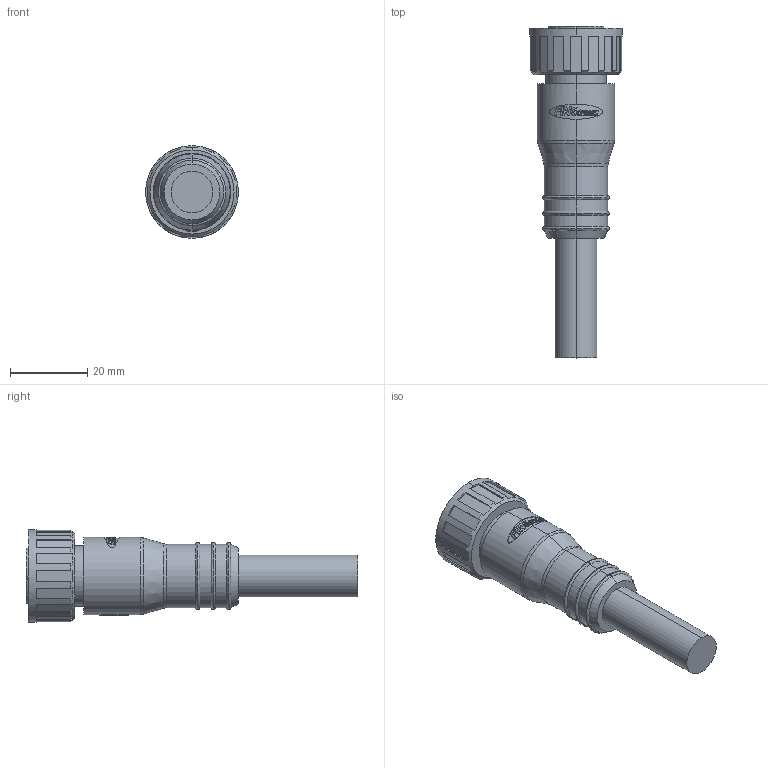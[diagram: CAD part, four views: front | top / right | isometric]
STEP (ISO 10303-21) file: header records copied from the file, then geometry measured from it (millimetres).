
FILE_DESCRIPTION (( 'STEP AP203' ), '1' );
FILE_NAME ('P319.STEP', '2020-04-15T05:42:03', ( 'edpusr' ), ( 'Microsoft' ), 'SwSTEP 2.0', 'SolidWorks 2015', '' );
FILE_SCHEMA (( 'CONFIG_CONTROL_DESIGN' ));
Length unit declared in the file: millimetre
Products named in the file (1): P319
Bounding box: 24 x 86 x 24 mm (x, y, z)
Volume: 17901.6 mm3; surface area: 8093.5 mm2
Topology: 2 solids, 2 shells, 361 faces, 940 edges, 612 vertices
Faces by surface type: plane 169, cylinder 152, cone 22, bspline 18
Entity records: 12414 total; most frequent: CARTESIAN_POINT 4098, ORIENTED_EDGE 1880, DIRECTION 1509, EDGE_CURVE 940, VERTEX_POINT 612, AXIS2_PLACEMENT_3D 562, EDGE_LOOP 390, VECTOR 385
